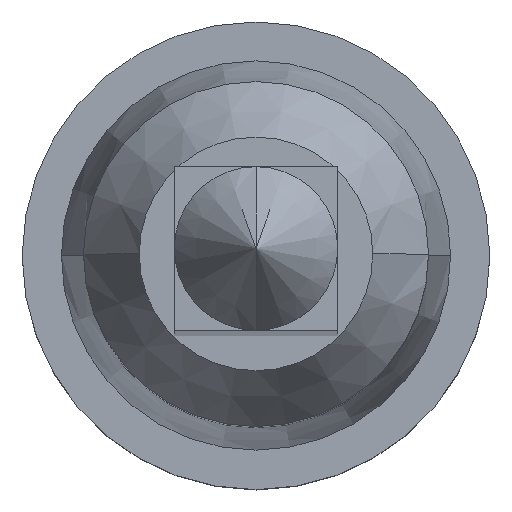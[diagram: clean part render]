
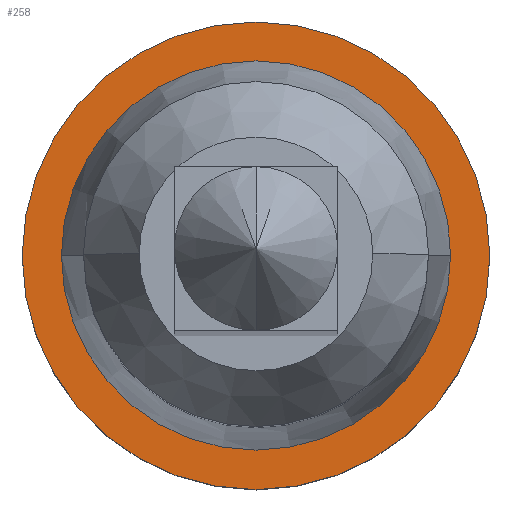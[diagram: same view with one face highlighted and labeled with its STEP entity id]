
A CAD part, top view. The second image highlights one B-rep face of the part: STEP entity #258.
In plain terms, the highlighted planar face has unit normal (0, 0, 1).
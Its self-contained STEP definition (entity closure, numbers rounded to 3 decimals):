
#21 = ORIENTED_EDGE ( 'NONE', *, *, #115, .F. ) ;
#24 = FACE_OUTER_BOUND ( 'NONE', #84, .T. ) ;
#44 = CIRCLE ( 'NONE', #644, 0.915 ) ;
#45 = CARTESIAN_POINT ( 'NONE',  ( 0., 0., 0.76 ) ) ;
#54 = PLANE ( 'NONE',  #804 ) ;
#82 = CARTESIAN_POINT ( 'NONE',  ( -0.915, 0., 0.76 ) ) ;
#84 = EDGE_LOOP ( 'NONE', ( #21, #404 ) ) ;
#108 = DIRECTION ( 'NONE',  ( 0., 0., -1. ) ) ;
#110 = CARTESIAN_POINT ( 'NONE',  ( -0.675, 0., 0.76 ) ) ;
#115 = EDGE_CURVE ( 'NONE', #358, #579, #44, .T. ) ;
#116 = CARTESIAN_POINT ( 'NONE',  ( 0.915, 0., 0.76 ) ) ;
#161 = CARTESIAN_POINT ( 'NONE',  ( 0.675, 0., 0.76 ) ) ;
#211 = CARTESIAN_POINT ( 'NONE',  ( -0.675, 0., 0.76 ) ) ;
#212 = EDGE_LOOP ( 'NONE', ( #695, #437 ) ) ;
#258 = ADVANCED_FACE ( 'NONE', ( #346, #24 ), #54, .T. ) ;
#261 = AXIS2_PLACEMENT_3D ( 'NONE', #319, #108, #517 ) ;
#319 = CARTESIAN_POINT ( 'NONE',  ( 0., 0., 0.76 ) ) ;
#346 = FACE_BOUND ( 'NONE', #212, .T. ) ;
#358 = VERTEX_POINT ( 'NONE', #82 ) ;
#367 = AXIS2_PLACEMENT_3D ( 'NONE', #507, #810, #488 ) ;
#374 = CIRCLE ( 'NONE', #710, 0.675 ) ;
#376 = DIRECTION ( 'NONE',  ( 0., 0., -1. ) ) ;
#404 = ORIENTED_EDGE ( 'NONE', *, *, #803, .F. ) ;
#406 = CIRCLE ( 'NONE', #367, 0.675 ) ;
#411 = EDGE_CURVE ( 'NONE', #477, #481, #406, .T. ) ;
#415 = DIRECTION ( 'NONE',  ( 1., 0., 0. ) ) ;
#437 = ORIENTED_EDGE ( 'NONE', *, *, #809, .T. ) ;
#477 = VERTEX_POINT ( 'NONE', #110 ) ;
#481 = VERTEX_POINT ( 'NONE', #161 ) ;
#488 = DIRECTION ( 'NONE',  ( -1., 0., 0. ) ) ;
#494 = DIRECTION ( 'NONE',  ( -1., 0., 0. ) ) ;
#507 = CARTESIAN_POINT ( 'NONE',  ( 0., 0., 0.76 ) ) ;
#517 = DIRECTION ( 'NONE',  ( -1., 0., 0. ) ) ;
#579 = VERTEX_POINT ( 'NONE', #116 ) ;
#622 = DIRECTION ( 'NONE',  ( 0., 0., 1. ) ) ;
#644 = AXIS2_PLACEMENT_3D ( 'NONE', #45, #376, #708 ) ;
#656 = CARTESIAN_POINT ( 'NONE',  ( 0., 0., 0.76 ) ) ;
#695 = ORIENTED_EDGE ( 'NONE', *, *, #411, .T. ) ;
#708 = DIRECTION ( 'NONE',  ( -1., 0., 0. ) ) ;
#710 = AXIS2_PLACEMENT_3D ( 'NONE', #656, #823, #494 ) ;
#780 = CIRCLE ( 'NONE', #261, 0.915 ) ;
#803 = EDGE_CURVE ( 'NONE', #579, #358, #780, .T. ) ;
#804 = AXIS2_PLACEMENT_3D ( 'NONE', #211, #622, #415 ) ;
#809 = EDGE_CURVE ( 'NONE', #481, #477, #374, .T. ) ;
#810 = DIRECTION ( 'NONE',  ( 0., 0., -1. ) ) ;
#823 = DIRECTION ( 'NONE',  ( 0., 0., -1. ) ) ;
